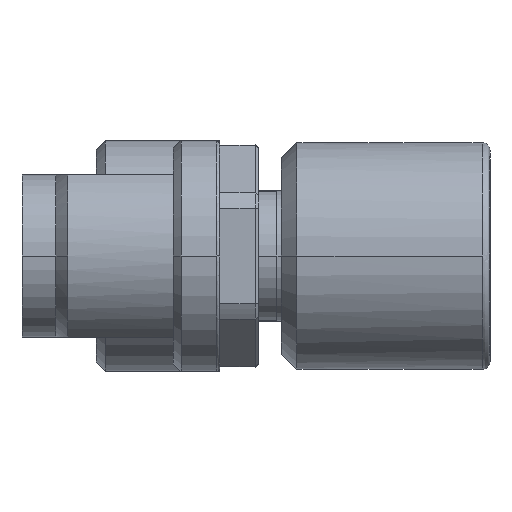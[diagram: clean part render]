
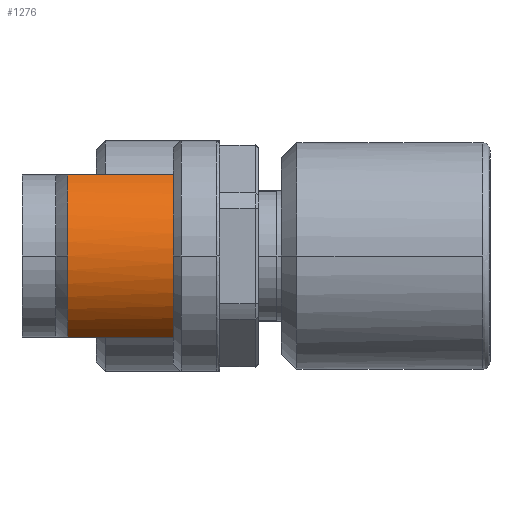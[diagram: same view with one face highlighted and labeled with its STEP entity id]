
A CAD part, left-side view. The second image highlights one B-rep face of the part: STEP entity #1276.
In plain terms, the highlighted cylindrical face has radius 6 mm (diameter 12 mm), a partial arc.
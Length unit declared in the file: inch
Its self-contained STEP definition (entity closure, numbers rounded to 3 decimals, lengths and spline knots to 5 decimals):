
#119 = EDGE_LOOP ( 'NONE', ( #6183, #1706, #9662, #4743, #1299 ) ) ;
#974 = CARTESIAN_POINT ( 'NONE',  ( -0.23622, 0., 0.84055 ) ) ;
#1014 = CARTESIAN_POINT ( 'NONE',  ( 0., 0., 0.84055 ) ) ;
#1141 = DIRECTION ( 'NONE',  ( 0., 0., 1. ) ) ;
#1276 = ADVANCED_FACE ( 'NONE', ( #3428 ), #4953, .T. ) ;
#1299 = ORIENTED_EDGE ( 'NONE', *, *, #2648, .F. ) ;
#1706 = ORIENTED_EDGE ( 'NONE', *, *, #7429, .T. ) ;
#1903 = VECTOR ( 'NONE', #5090, 39.37008 ) ;
#1934 = CARTESIAN_POINT ( 'NONE',  ( 0., 0., 0.70571 ) ) ;
#2044 = LINE ( 'NONE', #4169, #4858 ) ;
#2218 = CIRCLE ( 'NONE', #9645, 0.23622 ) ;
#2374 = AXIS2_PLACEMENT_3D ( 'NONE', #8298, #9726, #9635 ) ;
#2648 = EDGE_CURVE ( 'NONE', #5544, #4595, #5774, .T. ) ;
#2735 = CARTESIAN_POINT ( 'NONE',  ( -0.11436, -0.20669, 0.84055 ) ) ;
#2865 = CARTESIAN_POINT ( 'NONE',  ( -0.11436, 0.20669, 0.95669 ) ) ;
#3428 = FACE_OUTER_BOUND ( 'NONE', #119, .T. ) ;
#3659 = LINE ( 'NONE', #2865, #1903 ) ;
#4169 = CARTESIAN_POINT ( 'NONE',  ( -0.11436, -0.20669, 0.95669 ) ) ;
#4273 = DIRECTION ( 'NONE',  ( 1., 0., 0. ) ) ;
#4595 = VERTEX_POINT ( 'NONE', #5580 ) ;
#4743 = ORIENTED_EDGE ( 'NONE', *, *, #7740, .T. ) ;
#4784 = CARTESIAN_POINT ( 'NONE',  ( -0.11436, 0.20669, 0.84055 ) ) ;
#4806 = CARTESIAN_POINT ( 'NONE',  ( -0.11436, -0.20669, 0.57087 ) ) ;
#4858 = VECTOR ( 'NONE', #5061, 39.37008 ) ;
#4953 = CYLINDRICAL_SURFACE ( 'NONE', #6552, 0.23622 ) ;
#5061 = DIRECTION ( 'NONE',  ( 0., 0., 1. ) ) ;
#5065 = DIRECTION ( 'NONE',  ( 1., 0., 0. ) ) ;
#5067 = CIRCLE ( 'NONE', #2374, 0.23622 ) ;
#5090 = DIRECTION ( 'NONE',  ( 0., 0., -1. ) ) ;
#5544 = VERTEX_POINT ( 'NONE', #4806 ) ;
#5580 = CARTESIAN_POINT ( 'NONE',  ( -0.11436, 0.20669, 0.57087 ) ) ;
#5615 = AXIS2_PLACEMENT_3D ( 'NONE', #6663, #7305, #4273 ) ;
#5774 = CIRCLE ( 'NONE', #5615, 0.23622 ) ;
#5930 = VERTEX_POINT ( 'NONE', #4784 ) ;
#6183 = ORIENTED_EDGE ( 'NONE', *, *, #9081, .T. ) ;
#6479 = VERTEX_POINT ( 'NONE', #2735 ) ;
#6552 = AXIS2_PLACEMENT_3D ( 'NONE', #1934, #1141, #9462 ) ;
#6663 = CARTESIAN_POINT ( 'NONE',  ( 0., 0., 0.57087 ) ) ;
#7305 = DIRECTION ( 'NONE',  ( 0., 0., -1. ) ) ;
#7429 = EDGE_CURVE ( 'NONE', #6479, #8053, #5067, .T. ) ;
#7644 = EDGE_CURVE ( 'NONE', #8053, #5930, #2218, .T. ) ;
#7740 = EDGE_CURVE ( 'NONE', #5930, #4595, #3659, .T. ) ;
#8053 = VERTEX_POINT ( 'NONE', #974 ) ;
#8298 = CARTESIAN_POINT ( 'NONE',  ( 0., 0., 0.84055 ) ) ;
#9081 = EDGE_CURVE ( 'NONE', #5544, #6479, #2044, .T. ) ;
#9462 = DIRECTION ( 'NONE',  ( 1., 0., 0. ) ) ;
#9617 = DIRECTION ( 'NONE',  ( 0., 0., -1. ) ) ;
#9635 = DIRECTION ( 'NONE',  ( 1., 0., 0. ) ) ;
#9645 = AXIS2_PLACEMENT_3D ( 'NONE', #1014, #9617, #5065 ) ;
#9662 = ORIENTED_EDGE ( 'NONE', *, *, #7644, .T. ) ;
#9726 = DIRECTION ( 'NONE',  ( 0., 0., -1. ) ) ;
